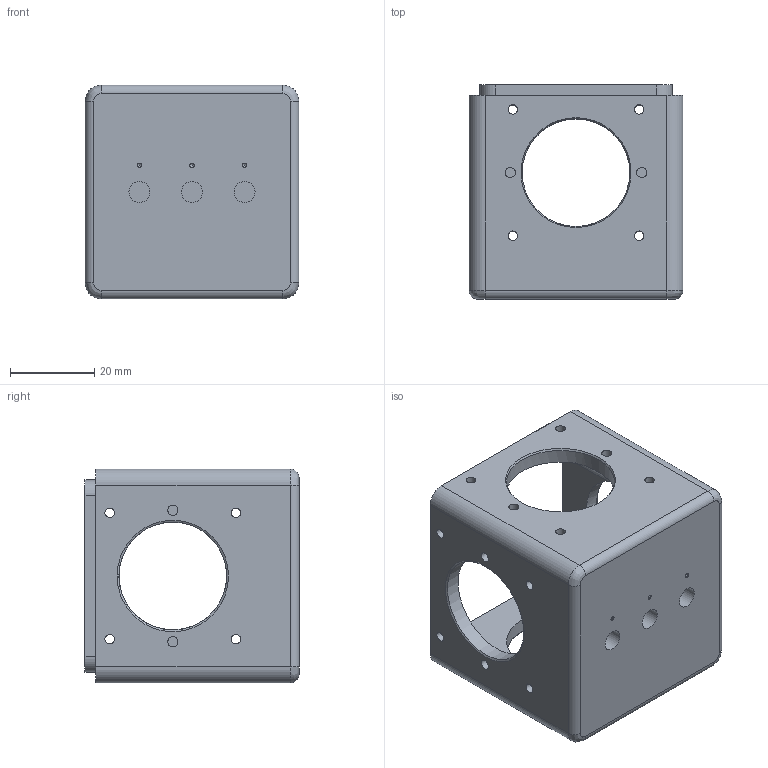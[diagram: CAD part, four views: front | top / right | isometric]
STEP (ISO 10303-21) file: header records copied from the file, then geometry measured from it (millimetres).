
FILE_DESCRIPTION(/* description */ (''),/* implementation_level */ '2;1');
FILE_NAME(/* name */ 'Cube - Kinematics (DFM1B_M).step',/* time_stamp */ '2024-06-17T21:28:44-04:00',/* author */ (''),/* organization */ (''),/* preprocessor_version */ 'ST-DEVELOPER v20',/* originating_system */ 'Autodesk Translation Framework v12.20.1.177',/* authorisation */ '');
FILE_SCHEMA (('AUTOMOTIVE_DESIGN { 1 0 10303 214 3 1 1 }'));
Length unit declared in the file: millimetre
Products named in the file (1): Cube - Kinematics (DFM1B_M)
Bounding box: 50.8 x 50.86 x 50.8 mm (x, y, z)
Volume: 39991.4 mm3; surface area: 21625 mm2
Topology: 6 solids, 9 shells, 308 faces, 883 edges, 632 vertices
Faces by surface type: plane 163, cylinder 69, bspline 63, cone 10, sphere 3
Full cylindrical faces by diameter (mm): 0.593 x3, 1.016 x3, 2.261 x16, 2.413 x8, 4.763 x3, 5 x3, 6.325 x2, 6.35 x2, 6.502 x2, 25.603 x4
Entity records: 11514 total; most frequent: CARTESIAN_POINT 3323, ORIENTED_EDGE 1742, DIRECTION 1338, EDGE_CURVE 871, VERTEX_POINT 632, LINE 546, VECTOR 546, EDGE_LOOP 399
